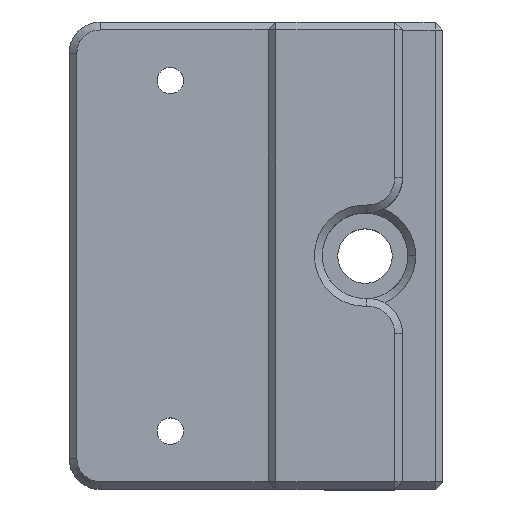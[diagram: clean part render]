
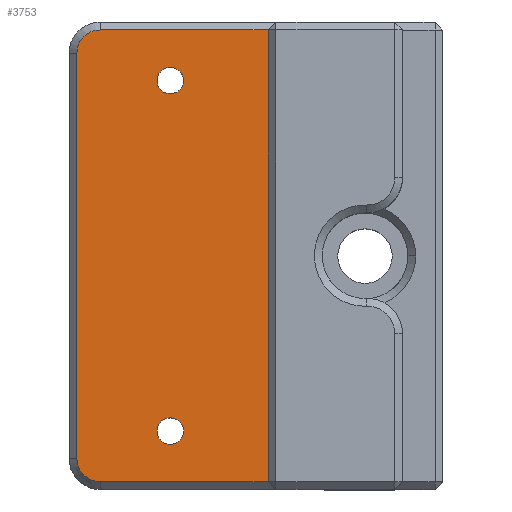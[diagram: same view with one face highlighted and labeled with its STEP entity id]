
A CAD part, top view. The second image highlights one B-rep face of the part: STEP entity #3753.
In plain terms, the highlighted planar face has unit normal (0, 0, 1).
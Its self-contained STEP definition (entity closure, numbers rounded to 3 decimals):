
#83 = AXIS2_PLACEMENT_3D ( 'NONE', #2208, #2203, #2201 ) ;
#137 = VECTOR ( 'NONE', #1963, 1000. ) ;
#147 = AXIS2_PLACEMENT_3D ( 'NONE', #2605, #2603, #2598 ) ;
#186 = CARTESIAN_POINT ( 'NONE',  ( -51.7, 22.5, 32.45 ) ) ;
#284 = AXIS2_PLACEMENT_3D ( 'NONE', #2197, #2191, #2186 ) ;
#337 = LINE ( 'NONE', #2169, #3704 ) ;
#352 = DIRECTION ( 'NONE',  ( 0., 0., 1. ) ) ;
#392 = DIRECTION ( 'NONE',  ( 0., 0., 1. ) ) ;
#416 = ORIENTED_EDGE ( 'NONE', *, *, #2858, .T. ) ;
#436 = LINE ( 'NONE', #2085, #1190 ) ;
#611 = EDGE_LOOP ( 'NONE', ( #3830, #2736 ) ) ;
#802 = ORIENTED_EDGE ( 'NONE', *, *, #1465, .F. ) ;
#868 = DIRECTION ( 'NONE',  ( -1., 0., 0. ) ) ;
#995 = LINE ( 'NONE', #1964, #137 ) ;
#996 = AXIS2_PLACEMENT_3D ( 'NONE', #2813, #1504, #868 ) ;
#1190 = VECTOR ( 'NONE', #2053, 1000. ) ;
#1194 = CARTESIAN_POINT ( 'NONE',  ( -48.3, -22.5, 32.45 ) ) ;
#1198 = CARTESIAN_POINT ( 'NONE',  ( -37.45, 29., 32.45 ) ) ;
#1249 = EDGE_CURVE ( 'NONE', #1925, #1253, #1448, .T. ) ;
#1253 = VERTEX_POINT ( 'NONE', #2776 ) ;
#1290 = VECTOR ( 'NONE', #2123, 1000. ) ;
#1326 = EDGE_CURVE ( 'NONE', #2458, #3103, #2001, .T. ) ;
#1441 = EDGE_CURVE ( 'NONE', #3103, #2458, #3796, .T. ) ;
#1448 = CIRCLE ( 'NONE', #3514, 1.7 ) ;
#1451 = EDGE_CURVE ( 'NONE', #1253, #1925, #2151, .T. ) ;
#1465 = EDGE_CURVE ( 'NONE', #3813, #1665, #337, .T. ) ;
#1482 = CIRCLE ( 'NONE', #3519, 3. ) ;
#1485 = EDGE_CURVE ( 'NONE', #3445, #2937, #3896, .T. ) ;
#1504 = DIRECTION ( 'NONE',  ( 0., 0., -1. ) ) ;
#1513 = EDGE_CURVE ( 'NONE', #1758, #1665, #436, .T. ) ;
#1537 = CARTESIAN_POINT ( 'NONE',  ( -59., -29., 32.45 ) ) ;
#1579 = EDGE_LOOP ( 'NONE', ( #4111, #2809 ) ) ;
#1582 = EDGE_CURVE ( 'NONE', #3813, #3285, #995, .T. ) ;
#1658 = CARTESIAN_POINT ( 'NONE',  ( -62., -26., 32.45 ) ) ;
#1665 = VERTEX_POINT ( 'NONE', #1776 ) ;
#1758 = VERTEX_POINT ( 'NONE', #1537 ) ;
#1761 = FACE_BOUND ( 'NONE', #1579, .T. ) ;
#1776 = CARTESIAN_POINT ( 'NONE',  ( -37.45, -29., 32.45 ) ) ;
#1811 = CARTESIAN_POINT ( 'NONE',  ( -48.3, 22.5, 32.45 ) ) ;
#1925 = VERTEX_POINT ( 'NONE', #1194 ) ;
#1963 = DIRECTION ( 'NONE',  ( -1., 0., 0. ) ) ;
#1964 = CARTESIAN_POINT ( 'NONE',  ( -59., 29., 32.45 ) ) ;
#2001 = CIRCLE ( 'NONE', #147, 1.7 ) ;
#2053 = DIRECTION ( 'NONE',  ( 1., 0., 0. ) ) ;
#2085 = CARTESIAN_POINT ( 'NONE',  ( -63., -29., 32.45 ) ) ;
#2123 = DIRECTION ( 'NONE',  ( 0., -1., 0. ) ) ;
#2140 = CARTESIAN_POINT ( 'NONE',  ( -62., 30., 32.45 ) ) ;
#2145 = DIRECTION ( 'NONE',  ( 0., -1., 0. ) ) ;
#2151 = CIRCLE ( 'NONE', #284, 1.7 ) ;
#2169 = CARTESIAN_POINT ( 'NONE',  ( -37.45, -30., 32.45 ) ) ;
#2186 = DIRECTION ( 'NONE',  ( -1., 0., 0. ) ) ;
#2191 = DIRECTION ( 'NONE',  ( 0., 0., -1. ) ) ;
#2197 = CARTESIAN_POINT ( 'NONE',  ( -50., -22.5, 32.45 ) ) ;
#2201 = DIRECTION ( 'NONE',  ( -1., 0., 0. ) ) ;
#2203 = DIRECTION ( 'NONE',  ( 0., 0., -1. ) ) ;
#2208 = CARTESIAN_POINT ( 'NONE',  ( -50., 22.5, 32.45 ) ) ;
#2290 = CARTESIAN_POINT ( 'NONE',  ( -59., -26., 32.45 ) ) ;
#2323 = CARTESIAN_POINT ( 'NONE',  ( -59., 26., 32.45 ) ) ;
#2458 = VERTEX_POINT ( 'NONE', #1811 ) ;
#2489 = ORIENTED_EDGE ( 'NONE', *, *, #1485, .T. ) ;
#2529 = FACE_BOUND ( 'NONE', #611, .T. ) ;
#2598 = DIRECTION ( 'NONE',  ( -1., 0., 0. ) ) ;
#2603 = DIRECTION ( 'NONE',  ( 0., 0., -1. ) ) ;
#2605 = CARTESIAN_POINT ( 'NONE',  ( -50., 22.5, 32.45 ) ) ;
#2613 = DIRECTION ( 'NONE',  ( -1., 0., 0. ) ) ;
#2654 = DIRECTION ( 'NONE',  ( -1., 0., 0. ) ) ;
#2688 = ORIENTED_EDGE ( 'NONE', *, *, #1513, .T. ) ;
#2736 = ORIENTED_EDGE ( 'NONE', *, *, #1326, .T. ) ;
#2754 = DIRECTION ( 'NONE',  ( -1., 0., 0. ) ) ;
#2759 = DIRECTION ( 'NONE',  ( 0., 0., -1. ) ) ;
#2760 = CARTESIAN_POINT ( 'NONE',  ( -50., -22.5, 32.45 ) ) ;
#2776 = CARTESIAN_POINT ( 'NONE',  ( -51.7, -22.5, 32.45 ) ) ;
#2809 = ORIENTED_EDGE ( 'NONE', *, *, #1249, .T. ) ;
#2813 = CARTESIAN_POINT ( 'NONE',  ( -63., 30., 32.45 ) ) ;
#2843 = ORIENTED_EDGE ( 'NONE', *, *, #3468, .T. ) ;
#2858 = EDGE_CURVE ( 'NONE', #2937, #1758, #1482, .T. ) ;
#2937 = VERTEX_POINT ( 'NONE', #1658 ) ;
#2970 = CARTESIAN_POINT ( 'NONE',  ( -62., 26., 32.45 ) ) ;
#3103 = VERTEX_POINT ( 'NONE', #186 ) ;
#3285 = VERTEX_POINT ( 'NONE', #3534 ) ;
#3326 = CIRCLE ( 'NONE', #3571, 3. ) ;
#3417 = FACE_OUTER_BOUND ( 'NONE', #4151, .T. ) ;
#3440 = PLANE ( 'NONE',  #996 ) ;
#3445 = VERTEX_POINT ( 'NONE', #2970 ) ;
#3468 = EDGE_CURVE ( 'NONE', #3285, #3445, #3326, .T. ) ;
#3514 = AXIS2_PLACEMENT_3D ( 'NONE', #2760, #2759, #2754 ) ;
#3519 = AXIS2_PLACEMENT_3D ( 'NONE', #2290, #352, #2613 ) ;
#3534 = CARTESIAN_POINT ( 'NONE',  ( -59., 29., 32.45 ) ) ;
#3571 = AXIS2_PLACEMENT_3D ( 'NONE', #2323, #392, #2654 ) ;
#3704 = VECTOR ( 'NONE', #2145, 1000. ) ;
#3753 = ADVANCED_FACE ( 'NONE', ( #2529, #1761, #3417 ), #3440, .F. ) ;
#3796 = CIRCLE ( 'NONE', #83, 1.7 ) ;
#3813 = VERTEX_POINT ( 'NONE', #1198 ) ;
#3830 = ORIENTED_EDGE ( 'NONE', *, *, #1441, .T. ) ;
#3853 = ORIENTED_EDGE ( 'NONE', *, *, #1582, .T. ) ;
#3896 = LINE ( 'NONE', #2140, #1290 ) ;
#4111 = ORIENTED_EDGE ( 'NONE', *, *, #1451, .T. ) ;
#4151 = EDGE_LOOP ( 'NONE', ( #802, #3853, #2843, #2489, #416, #2688 ) ) ;
